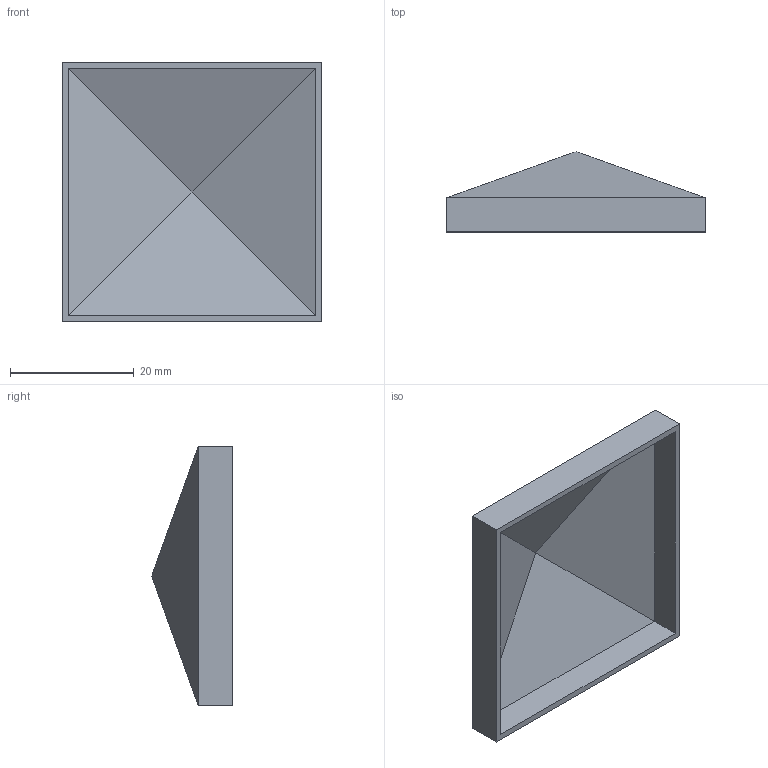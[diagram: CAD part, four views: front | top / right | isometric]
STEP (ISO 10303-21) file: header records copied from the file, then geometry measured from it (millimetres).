
FILE_DESCRIPTION(/* description */ (''),/* implementation_level */ '2;1');
FILE_NAME(/* name */ '43010.ipt.step',/* time_stamp */ '2022-07-18T12:51:35+02:00',/* author */ ('Abt. Technik'),/* organization */ (''),/* preprocessor_version */ 'ST-DEVELOPER v18.1',/* originating_system */ 'Autodesk Inventor 2022',/* authorisation */ '');
FILE_SCHEMA (('AUTOMOTIVE_DESIGN { 1 0 10303 214 3 1 1 }'));
Length unit declared in the file: millimetre
Products named in the file (1): 43010
Bounding box: 42 x 13 x 42 mm (x, y, z)
Volume: 2630 mm3; surface area: 5427.3 mm2
Topology: 1 solids, 1 shells, 17 faces, 32 edges, 18 vertices
Faces by surface type: plane 17
Entity records: 449 total; most frequent: DIRECTION 68, CARTESIAN_POINT 68, ORIENTED_EDGE 64, LINE 32, VECTOR 32, EDGE_CURVE 32, EDGE_LOOP 18, VERTEX_POINT 18
